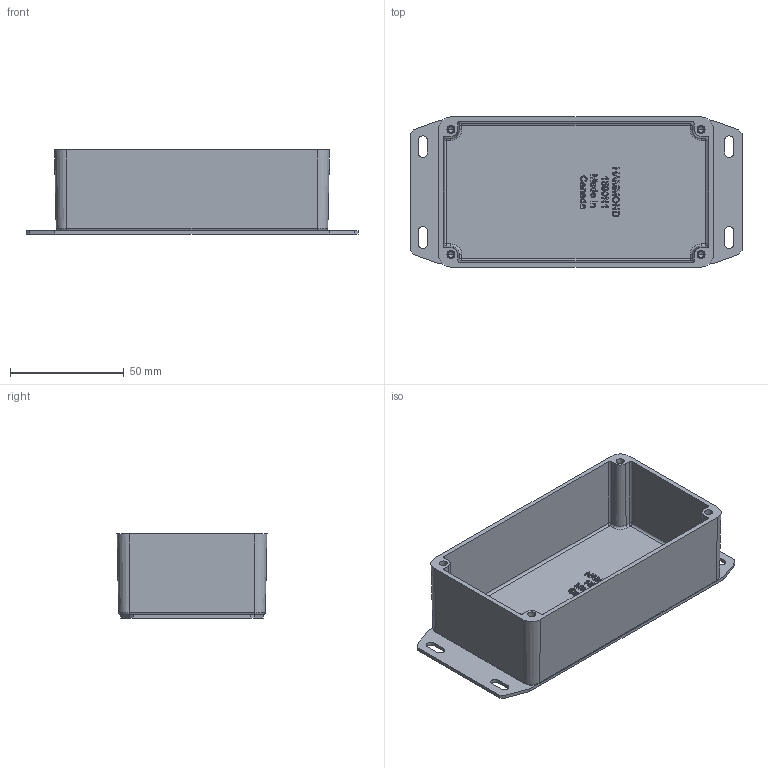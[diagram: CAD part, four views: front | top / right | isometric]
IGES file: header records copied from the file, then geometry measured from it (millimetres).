
Global section: file name: No Iges File Name specified; native system: Autodesk Inventor 2009; preprocessor: AutoDesk Inventor Iges Exporter R2009; author: trinas; date: 20090304.084224; units: millimetre
Bounding box: 146.05 x 66 x 37 mm (x, y, z)
Volume: 57406.3 mm3; surface area: 44123.1 mm2
Topology: 1 solids, 1 shells, 496 faces, 1313 edges, 850 vertices
Faces by surface type: plane 237, bspline 215, revolution 28, cone 8, cylinder 4, torus 4
